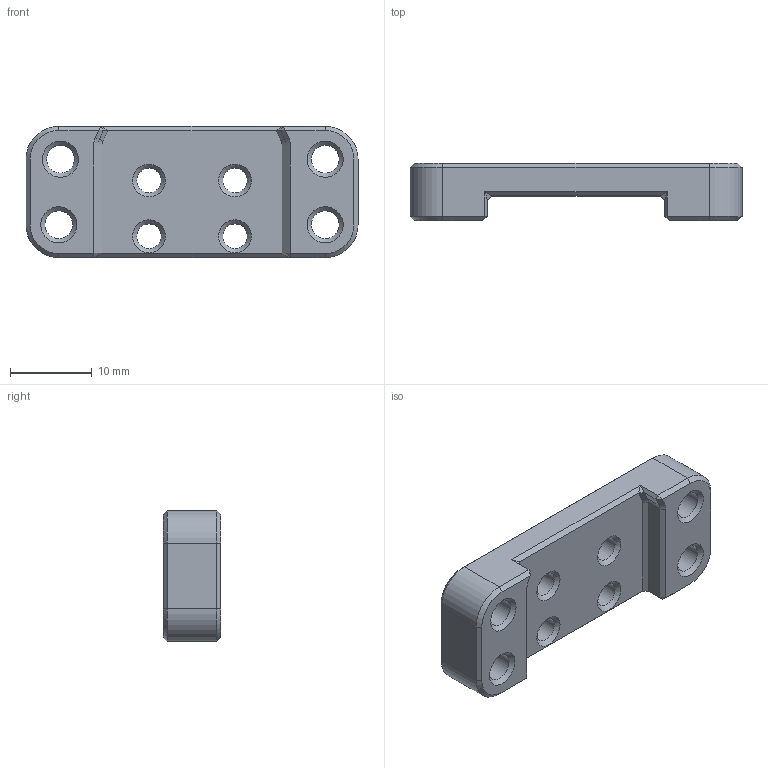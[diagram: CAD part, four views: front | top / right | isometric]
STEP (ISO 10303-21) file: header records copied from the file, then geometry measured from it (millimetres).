
FILE_DESCRIPTION(/* description */ (''),/* implementation_level */ '2;1');
FILE_NAME(/* name */ 'Eddy Adapter.step',/* time_stamp */ '2024-11-01T19:06:54-07:00',/* author */ (''),/* organization */ (''),/* preprocessor_version */ 'ST-DEVELOPER v20',/* originating_system */ 'Autodesk Translation Framework v13.20.0.188',/* authorisation */ '');
FILE_SCHEMA (('AUTOMOTIVE_DESIGN { 1 0 10303 214 3 1 1 }'));
Length unit declared in the file: millimetre
Products named in the file (1): Eddy Adapter
Bounding box: 40.5 x 7 x 16 mm (x, y, z)
Volume: 2924.9 mm3; surface area: 2169.4 mm2
Topology: 1 solids, 1 shells, 86 faces, 196 edges, 112 vertices
Faces by surface type: plane 44, cone 28, cylinder 14
Full cylindrical faces by diameter (mm): 3 x4, 3.4 x4
Entity records: 2421 total; most frequent: DIRECTION 434, CARTESIAN_POINT 395, ORIENTED_EDGE 392, EDGE_CURVE 196, AXIS2_PLACEMENT_3D 151, LINE 132, VECTOR 132, VERTEX_POINT 112
